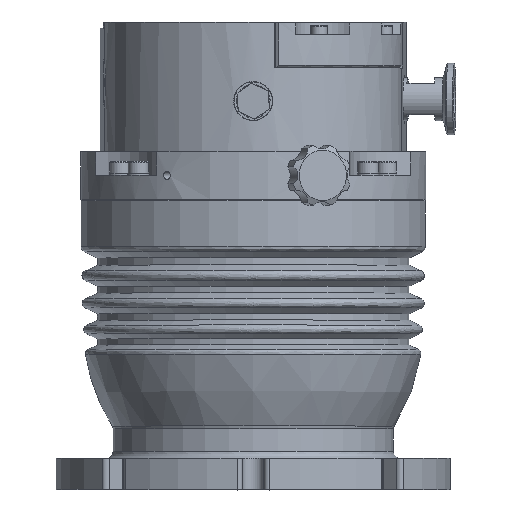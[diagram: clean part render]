
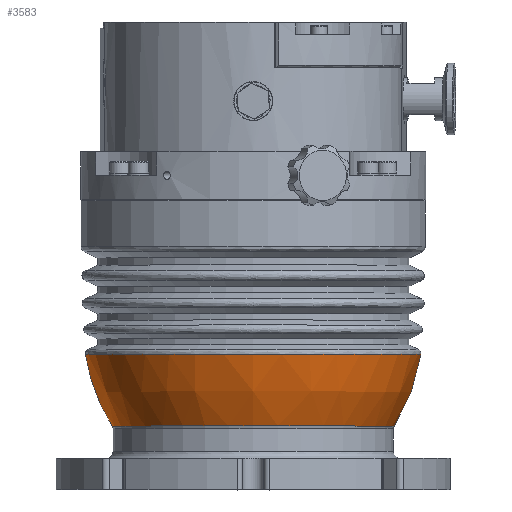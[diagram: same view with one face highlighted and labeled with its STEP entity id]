
A CAD part, top view. The second image highlights one B-rep face of the part: STEP entity #3583.
In plain terms, the highlighted free-form (B-spline) face has degree [2, 2] with [3, 9] control points.
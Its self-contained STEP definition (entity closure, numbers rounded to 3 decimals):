
#3519=CARTESIAN_POINT('',(-58.764,-168.512,0.));
#3520=VERTEX_POINT('',#3519);
#3521=CARTESIAN_POINT('',(0.,-168.512,0.));
#3522=DIRECTION('',(0.0,-1.0,0.0));
#3523=DIRECTION('',(1.0,0.0,0.0));
#3524=AXIS2_PLACEMENT_3D('',#3521,#3522,#3523);
#3525=CIRCLE('',#3524,58.764);
#3526=EDGE_CURVE('',#3520,#3520,#3525,.T.);
#3534=CARTESIAN_POINT('',(0.,-138.594,-69.978));
#3535=CARTESIAN_POINT('',(0.,-154.742,-67.543));
#3536=CARTESIAN_POINT('',(0.,-168.512,-58.764));
#3537=CARTESIAN_POINT('',(69.978,-138.594,-69.978));
#3538=CARTESIAN_POINT('',(67.543,-154.742,-67.543));
#3539=CARTESIAN_POINT('',(58.764,-168.512,-58.764));
#3540=CARTESIAN_POINT('',(69.978,-138.594,0.));
#3541=CARTESIAN_POINT('',(67.543,-154.742,0.));
#3542=CARTESIAN_POINT('',(58.764,-168.512,0.));
#3543=CARTESIAN_POINT('',(69.978,-138.594,69.978));
#3544=CARTESIAN_POINT('',(67.543,-154.742,67.543));
#3545=CARTESIAN_POINT('',(58.764,-168.512,58.764));
#3546=CARTESIAN_POINT('',(0.,-138.594,69.978));
#3547=CARTESIAN_POINT('',(0.,-154.742,67.543));
#3548=CARTESIAN_POINT('',(0.,-168.512,58.764));
#3549=CARTESIAN_POINT('',(-69.978,-138.594,69.978));
#3550=CARTESIAN_POINT('',(-67.543,-154.742,67.543));
#3551=CARTESIAN_POINT('',(-58.764,-168.512,58.764));
#3552=CARTESIAN_POINT('',(-69.978,-138.594,0.));
#3553=CARTESIAN_POINT('',(-67.543,-154.742,0.));
#3554=CARTESIAN_POINT('',(-58.764,-168.512,0.));
#3555=CARTESIAN_POINT('',(-69.978,-138.594,-69.978));
#3556=CARTESIAN_POINT('',(-67.543,-154.742,-67.543));
#3557=CARTESIAN_POINT('',(-58.764,-168.512,-58.764));
#3558=CARTESIAN_POINT('',(0.,-138.594,-69.978));
#3559=CARTESIAN_POINT('',(0.,-154.742,-67.543));
#3560=CARTESIAN_POINT('',(0.,-168.512,-58.764));
#3568=(BOUNDED_SURFACE()B_SPLINE_SURFACE(2,2,((#3534,#3537,#3540,#3543,#3546,#3549,#3552,#3555,#3558),(#3535,#3538,#3541,#3544,#3547,#3550,#3553,#3556,#3559),(#3536,#3539,#3542,#3545,#3548,#3551,#3554,#3557,#3560)),.UNSPECIFIED.,.F.,.T.,.U.)B_SPLINE_SURFACE_WITH_KNOTS((3,3),(3,2,2,2,3),(0.15,0.568),(0.0,1.571,3.142,4.712,6.283),.UNSPECIFIED.)GEOMETRIC_REPRESENTATION_ITEM()RATIONAL_B_SPLINE_SURFACE(((1.0,0.707,1.0,0.707,1.0,0.707,1.0,0.707,1.0),(0.978,0.692,0.978,0.692,0.978,0.692,0.978,0.692,0.978),(1.0,0.707,1.0,0.707,1.0,0.707,1.0,0.707,1.0)))REPRESENTATION_ITEM('')SURFACE());
#3569=CARTESIAN_POINT('',(-69.978,-138.594,0.));
#3570=VERTEX_POINT('',#3569);
#3571=CARTESIAN_POINT('',(0.,-138.594,0.));
#3572=DIRECTION('',(0.0,-1.0,0.0));
#3573=DIRECTION('',(-1.0,0.0,0.0));
#3574=AXIS2_PLACEMENT_3D('',#3571,#3572,#3573);
#3575=CIRCLE('',#3574,69.978);
#3576=EDGE_CURVE('',#3570,#3570,#3575,.T.);
#3577=ORIENTED_EDGE('',*,*,#3576,.T.);
#3578=EDGE_LOOP('',(#3577));
#3579=FACE_OUTER_BOUND('',#3578,.T.);
#3580=ORIENTED_EDGE('',*,*,#3526,.F.);
#3581=EDGE_LOOP('',(#3580));
#3582=FACE_BOUND('',#3581,.T.);
#3583=ADVANCED_FACE('',(#3579,#3582),#3568,.F.);
